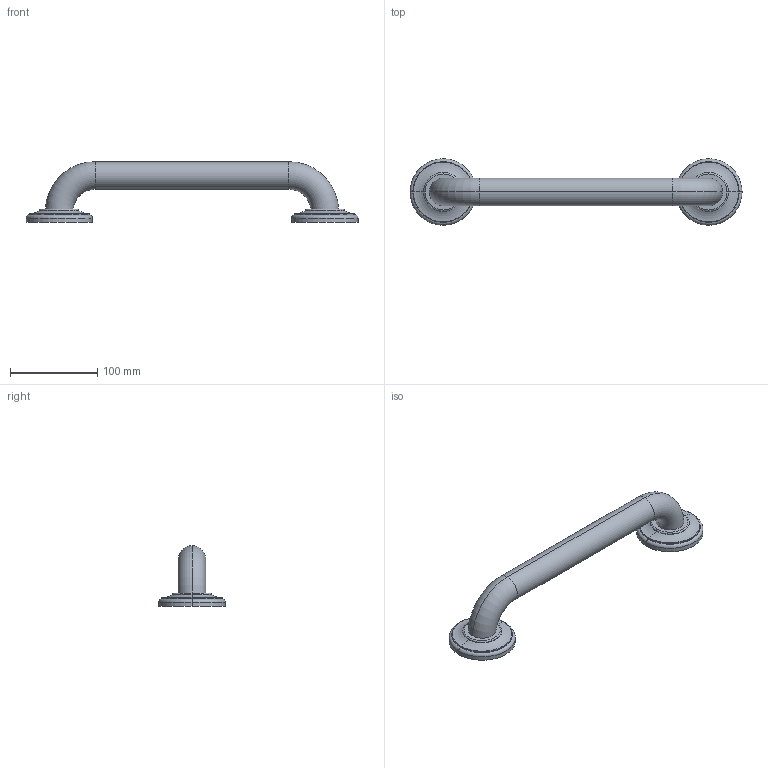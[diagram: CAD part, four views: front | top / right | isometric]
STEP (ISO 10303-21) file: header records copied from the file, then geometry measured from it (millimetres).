
FILE_DESCRIPTION((''),'2;1');
FILE_NAME('2440-3912','2021-06-14T14:35:11',('rsmith'),(''),'CREO PARAMETRIC BY PTC INC, 2018400','CREO PARAMETRIC BY PTC INC, 2018400','');
FILE_SCHEMA(('AUTOMOTIVE_DESIGN { 1 0 10303 214 1 1 1 1 }'));
Length unit declared in the file: inch
Products named in the file (1): 2440-3912
Bounding box: 381 x 76.2 x 69.6 mm (x, y, z)
Volume: 381887.9 mm3; surface area: 55572 mm2
Topology: 1 solids, 1 shells, 44 faces, 86 edges, 48 vertices
Faces by surface type: torus 24, cylinder 14, plane 6
Entity records: 1710 total; most frequent: CARTESIAN_POINT 296, DIRECTION 238, ORIENTED_EDGE 172, COLOUR_RGB 146, AXIS2_PLACEMENT_3D 112, PRESENTATION_STYLE_ASSIGNMENT 87, STYLED_ITEM 87, CURVE_STYLE 86
